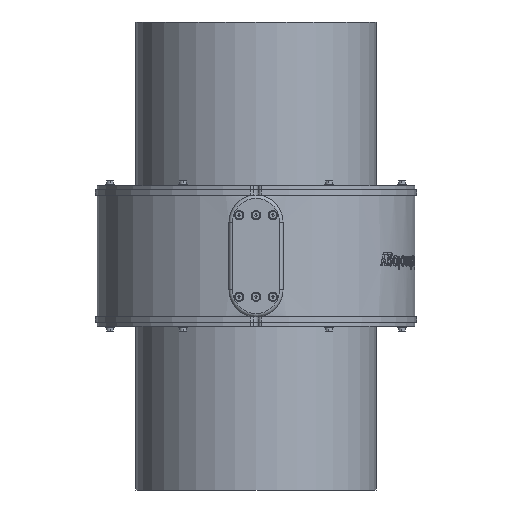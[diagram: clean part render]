
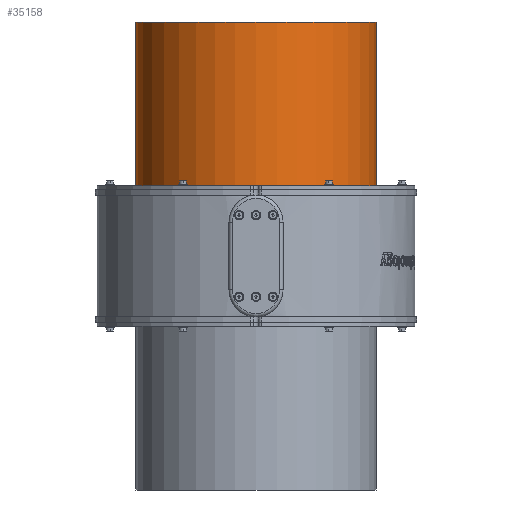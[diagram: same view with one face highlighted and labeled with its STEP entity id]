
A CAD part, front view. The second image highlights one B-rep face of the part: STEP entity #35158.
In plain terms, the highlighted cylindrical face has radius 177.8 mm (diameter 355.6 mm), a partial arc.
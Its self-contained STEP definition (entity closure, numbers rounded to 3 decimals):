
#461 = EDGE_LOOP ( 'NONE', ( #9445, #43962, #74401, #50731 ) ) ;
#2306 = VERTEX_POINT ( 'NONE', #41991 ) ;
#4922 = EDGE_CURVE ( 'NONE', #2306, #30490, #15757, .T. ) ;
#7907 = CARTESIAN_POINT ( 'NONE',  ( 214.185, 120.052, 506.114 ) ) ;
#9445 = ORIENTED_EDGE ( 'NONE', *, *, #55271, .F. ) ;
#13090 = DIRECTION ( 'NONE',  ( 0., 0., 1. ) ) ;
#13961 = CYLINDRICAL_SURFACE ( 'NONE', #36738, 177.8 ) ;
#15138 = DIRECTION ( 'NONE',  ( 0., 0., 1. ) ) ;
#15757 = CIRCLE ( 'NONE', #77757, 177.8 ) ;
#16482 = DIRECTION ( 'NONE',  ( 0., 0., -1. ) ) ;
#20726 = DIRECTION ( 'NONE',  ( 0., 0., 1. ) ) ;
#22062 = DIRECTION ( 'NONE',  ( -1., 0., 0. ) ) ;
#25116 = DIRECTION ( 'NONE',  ( 1., 0., 0. ) ) ;
#30323 = EDGE_CURVE ( 'NONE', #30490, #64165, #43273, .T. ) ;
#30490 = VERTEX_POINT ( 'NONE', #36059 ) ;
#35158 = ADVANCED_FACE ( 'NONE', ( #67948 ), #13961, .T. ) ;
#36059 = CARTESIAN_POINT ( 'NONE',  ( 214.185, 120.052, 514.114 ) ) ;
#36374 = CARTESIAN_POINT ( 'NONE',  ( 214.185, 120.052, 756.114 ) ) ;
#36377 = AXIS2_PLACEMENT_3D ( 'NONE', #46652, #16482, #22062 ) ;
#36738 = AXIS2_PLACEMENT_3D ( 'NONE', #69517, #15138, #38186 ) ;
#38186 = DIRECTION ( 'NONE',  ( 1., 0., 0. ) ) ;
#41977 = EDGE_CURVE ( 'NONE', #64165, #70241, #70594, .T. ) ;
#41991 = CARTESIAN_POINT ( 'NONE',  ( -141.415, 120.052, 514.114 ) ) ;
#43273 = LINE ( 'NONE', #7907, #66986 ) ;
#43962 = ORIENTED_EDGE ( 'NONE', *, *, #4922, .T. ) ;
#45431 = VECTOR ( 'NONE', #73625, 1000. ) ;
#46652 = CARTESIAN_POINT ( 'NONE',  ( 36.385, 120.052, 756.114 ) ) ;
#50731 = ORIENTED_EDGE ( 'NONE', *, *, #41977, .T. ) ;
#51372 = CARTESIAN_POINT ( 'NONE',  ( -141.415, 120.052, 756.114 ) ) ;
#55271 = EDGE_CURVE ( 'NONE', #2306, #70241, #56910, .T. ) ;
#56910 = LINE ( 'NONE', #75184, #45431 ) ;
#64165 = VERTEX_POINT ( 'NONE', #36374 ) ;
#66986 = VECTOR ( 'NONE', #13090, 1000. ) ;
#67948 = FACE_OUTER_BOUND ( 'NONE', #461, .T. ) ;
#68349 = CARTESIAN_POINT ( 'NONE',  ( 36.385, 120.052, 514.114 ) ) ;
#69517 = CARTESIAN_POINT ( 'NONE',  ( 36.385, 120.052, 506.114 ) ) ;
#70241 = VERTEX_POINT ( 'NONE', #51372 ) ;
#70594 = CIRCLE ( 'NONE', #36377, 177.8 ) ;
#73625 = DIRECTION ( 'NONE',  ( 0., 0., 1. ) ) ;
#74401 = ORIENTED_EDGE ( 'NONE', *, *, #30323, .T. ) ;
#75184 = CARTESIAN_POINT ( 'NONE',  ( -141.415, 120.052, 506.114 ) ) ;
#77757 = AXIS2_PLACEMENT_3D ( 'NONE', #68349, #20726, #25116 ) ;
